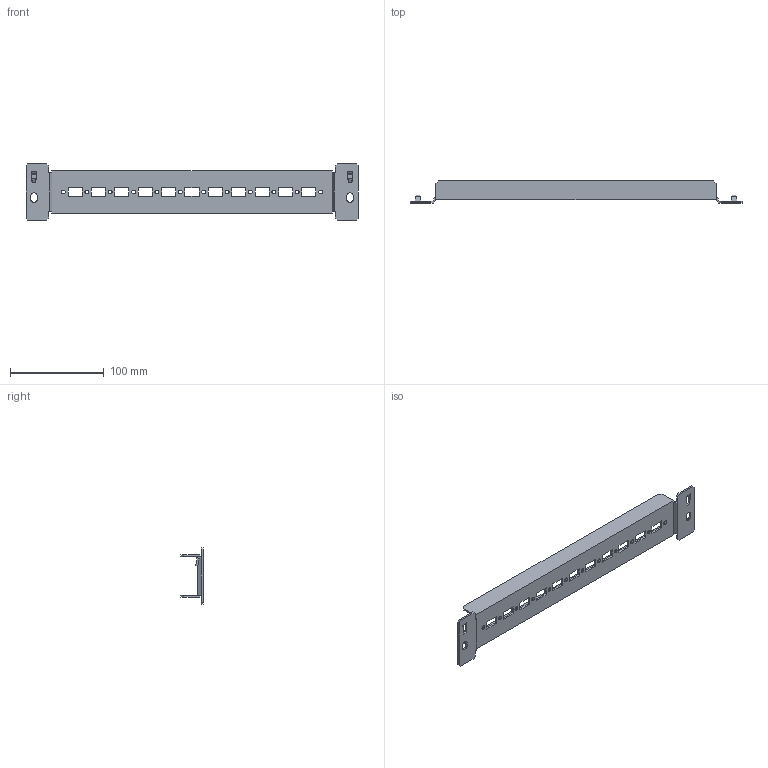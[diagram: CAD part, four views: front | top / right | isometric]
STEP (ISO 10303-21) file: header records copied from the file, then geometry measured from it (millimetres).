
FILE_DESCRIPTION (( 'STEP AP203' ), '1' );
FILE_NAME ('STK445.step', '2021-06-30T17:21:07', ( 'ADC123' ), ( 'Microsoft' ), 'SwSTEP 2.0', 'SolidWorks 2021', '' );
FILE_SCHEMA (( 'CONFIG_CONTROL_DESIGN' ));
Length unit declared in the file: inch
Products named in the file (1): STK445
Bounding box: 355 x 23.62 x 59.91 mm (x, y, z)
Volume: 51715 mm3; surface area: 55327.5 mm2
Topology: 1 solids, 1 shells, 168 faces, 480 edges, 312 vertices
Faces by surface type: plane 138, cylinder 18, bspline 12
Full cylindrical faces by diameter (mm): 4.25 x12
Entity records: 5907 total; most frequent: CARTESIAN_POINT 1481, ORIENTED_EDGE 932, DIRECTION 776, EDGE_CURVE 466, VECTOR 398, LINE 398, VERTEX_POINT 312, EDGE_LOOP 234
